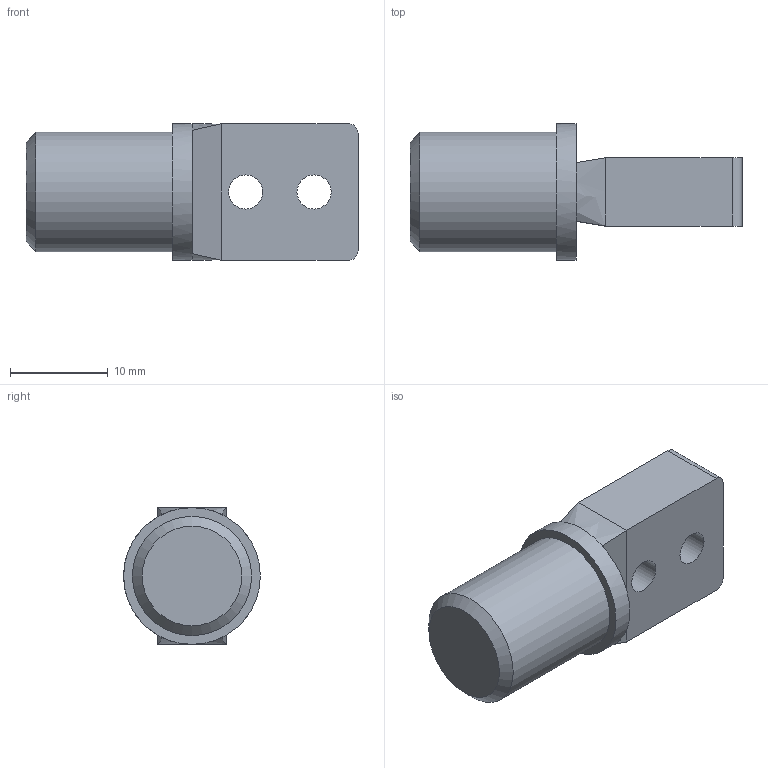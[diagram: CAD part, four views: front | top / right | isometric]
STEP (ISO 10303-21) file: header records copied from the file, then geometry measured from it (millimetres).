
FILE_DESCRIPTION(/* description */ (''),/* implementation_level */ '2;1');
FILE_NAME(/* name */ 'FA-03_ForearmConnector.step',/* time_stamp */ '2026-02-13T14:01:32+01:00',/* author */ (''),/* organization */ (''),/* preprocessor_version */ 'ST-DEVELOPER v20.1',/* originating_system */ 'Autodesk Translation Framework v14.24.0.0',/* authorisation */ '');
FILE_SCHEMA (('AUTOMOTIVE_DESIGN { 1 0 10303 214 3 1 1 }'));
Length unit declared in the file: millimetre
Products named in the file (1): FA-03_ForearmConnector
Bounding box: 34 x 14 x 14 mm (x, y, z)
Volume: 3546.3 mm3; surface area: 1780.9 mm2
Topology: 1 solids, 1 shells, 20 faces, 46 edges, 29 vertices
Faces by surface type: plane 11, cylinder 6, bspline 2, cone 1
Full cylindrical faces by diameter (mm): 3.5 x2, 12.2 x1, 14 x1
Entity records: 649 total; most frequent: CARTESIAN_POINT 134, DIRECTION 103, ORIENTED_EDGE 92, EDGE_CURVE 46, AXIS2_PLACEMENT_3D 38, VERTEX_POINT 29, LINE 27, VECTOR 27
